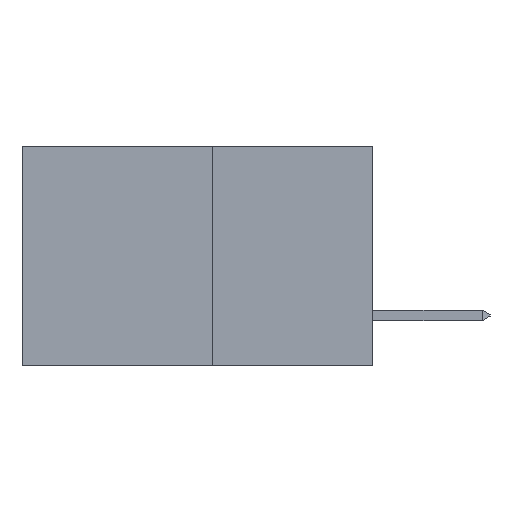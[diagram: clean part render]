
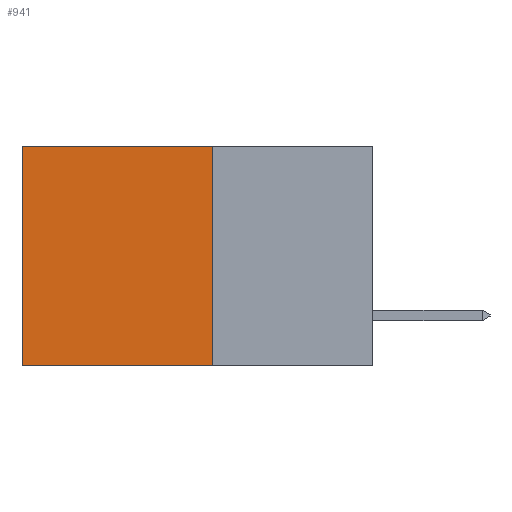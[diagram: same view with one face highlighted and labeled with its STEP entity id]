
A CAD part, left-side view. The second image highlights one B-rep face of the part: STEP entity #941.
In plain terms, the highlighted planar face has unit normal (-1, 0, 0).
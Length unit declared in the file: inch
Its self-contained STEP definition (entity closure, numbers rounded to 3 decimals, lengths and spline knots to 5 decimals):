
#61 = VECTOR ( 'NONE', #4131, 39.37008 ) ;
#225 = EDGE_CURVE ( 'NONE', #9551, #1177, #2362, .T. ) ;
#584 = AXIS2_PLACEMENT_3D ( 'NONE', #4087, #4197, #7000 ) ;
#644 = CARTESIAN_POINT ( 'NONE',  ( 0.277, 0.27, -0.37 ) ) ;
#941 = ADVANCED_FACE ( 'NONE', ( #4746 ), #8121, .F. ) ;
#1145 = VECTOR ( 'NONE', #7915, 39.37008 ) ;
#1177 = VERTEX_POINT ( 'NONE', #6241 ) ;
#1257 = CARTESIAN_POINT ( 'NONE',  ( 0.277, 0.27, 0. ) ) ;
#1390 = VECTOR ( 'NONE', #4550, 39.37008 ) ;
#1652 = LINE ( 'NONE', #6183, #1390 ) ;
#2111 = ORIENTED_EDGE ( 'NONE', *, *, #8792, .T. ) ;
#2362 = LINE ( 'NONE', #9777, #61 ) ;
#3126 = CARTESIAN_POINT ( 'NONE',  ( 0.277, 0.27, -0.37 ) ) ;
#4087 = CARTESIAN_POINT ( 'NONE',  ( 0.277, 0.27, -0.37 ) ) ;
#4115 = LINE ( 'NONE', #5478, #8345 ) ;
#4131 = DIRECTION ( 'NONE',  ( 0., 1., 0. ) ) ;
#4197 = DIRECTION ( 'NONE',  ( 1., 0., 0. ) ) ;
#4257 = ORIENTED_EDGE ( 'NONE', *, *, #5954, .F. ) ;
#4550 = DIRECTION ( 'NONE',  ( 0., 0., -1. ) ) ;
#4746 = FACE_OUTER_BOUND ( 'NONE', #7518, .T. ) ;
#5478 = CARTESIAN_POINT ( 'NONE',  ( 0.277, 0.27, -0.37 ) ) ;
#5954 = EDGE_CURVE ( 'NONE', #7522, #8905, #4115, .T. ) ;
#6183 = CARTESIAN_POINT ( 'NONE',  ( 0.277, 0.59, -0.37 ) ) ;
#6241 = CARTESIAN_POINT ( 'NONE',  ( 0.277, 0.59, 0. ) ) ;
#6290 = DIRECTION ( 'NONE',  ( 0., 1., 0. ) ) ;
#6645 = ORIENTED_EDGE ( 'NONE', *, *, #225, .T. ) ;
#7000 = DIRECTION ( 'NONE',  ( 0., 0., -1. ) ) ;
#7473 = EDGE_CURVE ( 'NONE', #9551, #7522, #9867, .T. ) ;
#7518 = EDGE_LOOP ( 'NONE', ( #2111, #4257, #8470, #6645 ) ) ;
#7522 = VERTEX_POINT ( 'NONE', #644 ) ;
#7915 = DIRECTION ( 'NONE',  ( 0., 0., -1. ) ) ;
#8121 = PLANE ( 'NONE',  #584 ) ;
#8345 = VECTOR ( 'NONE', #6290, 39.37008 ) ;
#8470 = ORIENTED_EDGE ( 'NONE', *, *, #7473, .F. ) ;
#8586 = CARTESIAN_POINT ( 'NONE',  ( 0.277, 0.59, -0.37 ) ) ;
#8792 = EDGE_CURVE ( 'NONE', #1177, #8905, #1652, .T. ) ;
#8905 = VERTEX_POINT ( 'NONE', #8586 ) ;
#9551 = VERTEX_POINT ( 'NONE', #1257 ) ;
#9777 = CARTESIAN_POINT ( 'NONE',  ( 0.277, 0.27, 0. ) ) ;
#9867 = LINE ( 'NONE', #3126, #1145 ) ;
